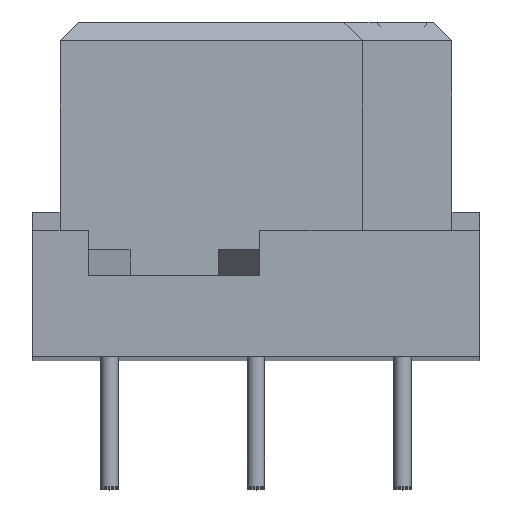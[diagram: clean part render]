
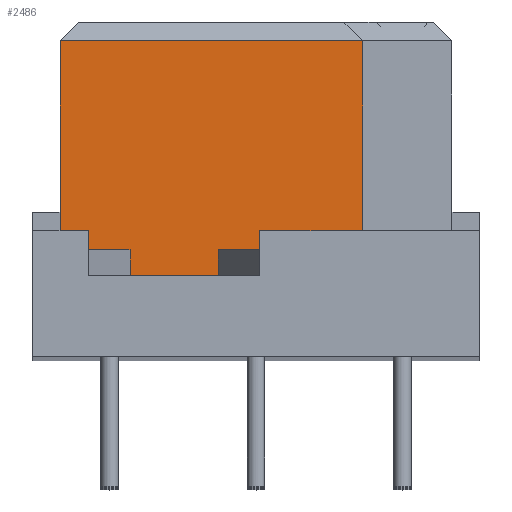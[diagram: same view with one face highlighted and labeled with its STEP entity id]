
A CAD part, top view. The second image highlights one B-rep face of the part: STEP entity #2486.
In plain terms, the highlighted planar face has unit normal (0, 0, 1).
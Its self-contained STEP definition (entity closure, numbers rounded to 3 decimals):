
#2486=ADVANCED_FACE('',(#3163),#2825,.T.);
#2825=PLANE('',#8892);
#3163=FACE_OUTER_BOUND('',#3595,.T.);
#3595=EDGE_LOOP('',(#4856,#4857,#4858,#4859,#4860,#4861,#4862,#4863));
#4856=ORIENTED_EDGE('',*,*,#6609,.T.);
#4857=ORIENTED_EDGE('',*,*,#6610,.T.);
#4858=ORIENTED_EDGE('',*,*,#6611,.T.);
#4859=ORIENTED_EDGE('',*,*,#6612,.T.);
#4860=ORIENTED_EDGE('',*,*,#6605,.T.);
#4861=ORIENTED_EDGE('',*,*,#6613,.F.);
#4862=ORIENTED_EDGE('',*,*,#6614,.F.);
#4863=ORIENTED_EDGE('',*,*,#6615,.T.);
#5845=VERTEX_POINT('',#12126);
#5846=VERTEX_POINT('',#12127);
#5849=VERTEX_POINT('',#12135);
#5850=VERTEX_POINT('',#12136);
#5851=VERTEX_POINT('',#12138);
#5852=VERTEX_POINT('',#12140);
#5853=VERTEX_POINT('',#12143);
#5854=VERTEX_POINT('',#12145);
#6605=EDGE_CURVE('',#5845,#5846,#7315,.T.);
#6609=EDGE_CURVE('',#5849,#5850,#7319,.T.);
#6610=EDGE_CURVE('',#5850,#5851,#7320,.T.);
#6611=EDGE_CURVE('',#5851,#5852,#7321,.T.);
#6612=EDGE_CURVE('',#5852,#5845,#7322,.T.);
#6613=EDGE_CURVE('',#5853,#5846,#7323,.T.);
#6614=EDGE_CURVE('',#5854,#5853,#7324,.T.);
#6615=EDGE_CURVE('',#5854,#5849,#7325,.T.);
#7315=LINE('',#12125,#8023);
#7319=LINE('',#12134,#8027);
#7320=LINE('',#12137,#8028);
#7321=LINE('',#12139,#8029);
#7322=LINE('',#12141,#8030);
#7323=LINE('',#12142,#8031);
#7324=LINE('',#12144,#8032);
#7325=LINE('',#12146,#8033);
#8023=VECTOR('',#10391,1.);
#8027=VECTOR('',#10397,1.);
#8028=VECTOR('',#10398,1.);
#8029=VECTOR('',#10399,1.);
#8030=VECTOR('',#10400,1.);
#8031=VECTOR('',#10401,1.);
#8032=VECTOR('',#10402,1.);
#8033=VECTOR('',#10403,1.);
#8892=AXIS2_PLACEMENT_3D('',#12147,#10404,#10405);
#10391=DIRECTION('',(0.,1.,0.));
#10397=DIRECTION('',(0.,-1.,0.));
#10398=DIRECTION('',(1.,0.,0.));
#10399=DIRECTION('',(0.,1.,0.));
#10400=DIRECTION('',(1.,0.,0.));
#10401=DIRECTION('',(1.,0.,0.));
#10402=DIRECTION('',(0.,1.,0.));
#10403=DIRECTION('',(1.,0.,0.));
#10404=DIRECTION('',(0.,0.,1.));
#10405=DIRECTION('',(0.,-1.,0.));
#12125=CARTESIAN_POINT('',(3.7,3.7,89.95));
#12126=CARTESIAN_POINT('',(3.7,3.7,89.95));
#12127=CARTESIAN_POINT('',(3.7,10.95,89.95));
#12134=CARTESIAN_POINT('',(-4.372,3.7,89.95));
#12135=CARTESIAN_POINT('',(-4.372,3.7,89.95));
#12136=CARTESIAN_POINT('',(-4.372,2.8,89.95));
#12137=CARTESIAN_POINT('',(-4.372,2.8,89.95));
#12138=CARTESIAN_POINT('',(-1.308,2.8,89.95));
#12139=CARTESIAN_POINT('',(-1.308,2.8,89.95));
#12140=CARTESIAN_POINT('',(-1.308,3.7,89.95));
#12141=CARTESIAN_POINT('',(-1.308,3.7,89.95));
#12142=CARTESIAN_POINT('',(-6.8,10.95,89.95));
#12143=CARTESIAN_POINT('',(-6.8,10.95,89.95));
#12144=CARTESIAN_POINT('',(-6.8,3.7,89.95));
#12145=CARTESIAN_POINT('',(-6.8,3.7,89.95));
#12146=CARTESIAN_POINT('',(-6.8,3.7,89.95));
#12147=CARTESIAN_POINT('',(-7.85,11.05,89.95));
